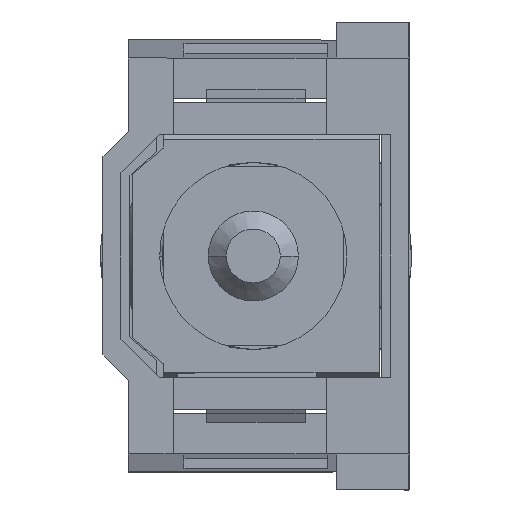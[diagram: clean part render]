
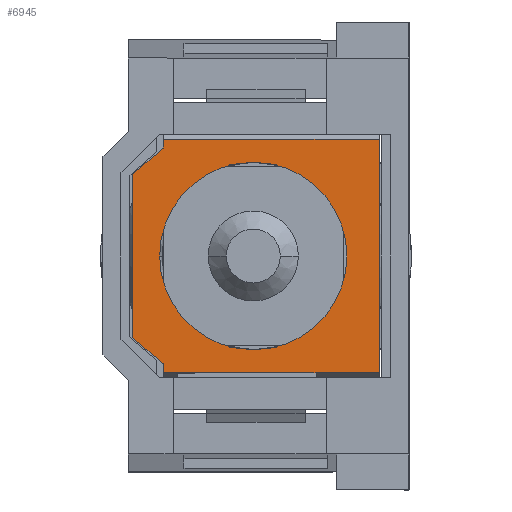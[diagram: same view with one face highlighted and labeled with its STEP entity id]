
A CAD part, left-side view. The second image highlights one B-rep face of the part: STEP entity #6945.
In plain terms, the highlighted face is planar.
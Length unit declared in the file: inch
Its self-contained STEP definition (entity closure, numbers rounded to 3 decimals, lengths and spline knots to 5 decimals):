
#1542 = CARTESIAN_POINT ( 'NONE',  ( 0.6, -0.0685, 0.065 ) ) ;
#1695 = CARTESIAN_POINT ( 'NONE',  ( 0.6, 0.0015, 0.05203 ) ) ;
#1696 = CARTESIAN_POINT ( 'NONE',  ( 0.6, 0.0015, -0.05203 ) ) ;
#1697 = DIRECTION ( 'NONE',  ( 0., 0., 1. ) ) ;
#1698 = DIRECTION ( 'NONE',  ( -1., 0., 0. ) ) ;
#1699 = CARTESIAN_POINT ( 'NONE',  ( 0.6, 0.0015, 0. ) ) ;
#1700 = AXIS2_PLACEMENT_3D ( 'NONE', #1699, #1698, #1697 ) ;
#1755 = CIRCLE ( 'NONE', #1700, 0.05203 ) ;
#1821 = CARTESIAN_POINT ( 'NONE',  ( 0.6, 0.0515, -0.06 ) ) ;
#1822 = DIRECTION ( 'NONE',  ( 0., 0., -1. ) ) ;
#1823 = VECTOR ( 'NONE', #1822, 39.37008 ) ;
#1824 = CARTESIAN_POINT ( 'NONE',  ( 0.6, 0.0515, -0.085 ) ) ;
#1825 = LINE ( 'NONE', #1824, #1823 ) ;
#1828 = DIRECTION ( 'NONE',  ( 0., 0., 1. ) ) ;
#1829 = DIRECTION ( 'NONE',  ( -1., 0., 0. ) ) ;
#1830 = CARTESIAN_POINT ( 'NONE',  ( 0.6, 0.0015, 0. ) ) ;
#1831 = AXIS2_PLACEMENT_3D ( 'NONE', #1830, #1829, #1828 ) ;
#1832 = CIRCLE ( 'NONE', #1831, 0.05203 ) ;
#1839 = LINE ( 'NONE', #1905, #1904 ) ;
#1903 = DIRECTION ( 'NONE',  ( 0., 0., -1. ) ) ;
#1904 = VECTOR ( 'NONE', #1903, 39.37008 ) ;
#1905 = CARTESIAN_POINT ( 'NONE',  ( 0.6, -0.0685, -0.065 ) ) ;
#1933 = CARTESIAN_POINT ( 'NONE',  ( 0.6, 0.0515, -0.065 ) ) ;
#1934 = DIRECTION ( 'NONE',  ( 0., -1., 0. ) ) ;
#1935 = VECTOR ( 'NONE', #1934, 39.37008 ) ;
#1936 = CARTESIAN_POINT ( 'NONE',  ( 0.6, 0.0685, -0.065 ) ) ;
#1937 = LINE ( 'NONE', #1936, #1935 ) ;
#1938 = CARTESIAN_POINT ( 'NONE',  ( 0.6, -0.0685, -0.065 ) ) ;
#1953 = DIRECTION ( 'NONE',  ( 0., 0., 1. ) ) ;
#1954 = DIRECTION ( 'NONE',  ( -1., 0., 0. ) ) ;
#1955 = CARTESIAN_POINT ( 'NONE',  ( 0.6, 0.0685, -0.065 ) ) ;
#1979 = VECTOR ( 'NONE', #2103, 39.37008 ) ;
#1980 = CARTESIAN_POINT ( 'NONE',  ( 0.6, 0.0685, -0.065 ) ) ;
#1985 = LINE ( 'NONE', #1980, #1979 ) ;
#1995 = CARTESIAN_POINT ( 'NONE',  ( 0.6, 0.0515, 0.06 ) ) ;
#2003 = CARTESIAN_POINT ( 'NONE',  ( 0.6, 0.0685, 0.04537 ) ) ;
#2009 = DIRECTION ( 'NONE',  ( 0., 0., -1. ) ) ;
#2010 = VECTOR ( 'NONE', #2009, 39.37008 ) ;
#2011 = CARTESIAN_POINT ( 'NONE',  ( 0.6, 0.0515, 0.085 ) ) ;
#2012 = LINE ( 'NONE', #2011, #2010 ) ;
#2013 = AXIS2_PLACEMENT_3D ( 'NONE', #1955, #1954, #1953 ) ;
#2014 = PLANE ( 'NONE',  #2013 ) ;
#2015 = FACE_OUTER_BOUND ( 'NONE', #6999, .T. ) ;
#2016 = LINE ( 'NONE', #2055, #2054 ) ;
#2039 = DIRECTION ( 'NONE',  ( 0., -1., 0. ) ) ;
#2040 = VECTOR ( 'NONE', #2039, 39.37008 ) ;
#2041 = CARTESIAN_POINT ( 'NONE',  ( 0.6, 0.0685, 0.065 ) ) ;
#2042 = LINE ( 'NONE', #2041, #2040 ) ;
#2053 = DIRECTION ( 'NONE',  ( 0., 0.758, -0.652 ) ) ;
#2054 = VECTOR ( 'NONE', #2053, 39.37008 ) ;
#2055 = CARTESIAN_POINT ( 'NONE',  ( 0.6, 0.0515, 0.06 ) ) ;
#2077 = DIRECTION ( 'NONE',  ( 0., -0.758, -0.652 ) ) ;
#2078 = VECTOR ( 'NONE', #2077, 39.37008 ) ;
#2079 = CARTESIAN_POINT ( 'NONE',  ( 0.6, 0.0515, -0.06 ) ) ;
#2080 = LINE ( 'NONE', #2079, #2078 ) ;
#2088 = FACE_BOUND ( 'NONE', #6865, .T. ) ;
#2103 = DIRECTION ( 'NONE',  ( 0., 0., -1. ) ) ;
#2128 = CARTESIAN_POINT ( 'NONE',  ( 0.6, 0.0515, 0.065 ) ) ;
#2259 = CARTESIAN_POINT ( 'NONE',  ( 0.6, 0.0685, -0.04537 ) ) ;
#6710 = VERTEX_POINT ( 'NONE', #1542 ) ;
#6793 = EDGE_CURVE ( 'NONE', #6794, #6795, #1755, .T. ) ;
#6794 = VERTEX_POINT ( 'NONE', #1696 ) ;
#6795 = VERTEX_POINT ( 'NONE', #1695 ) ;
#6862 = ORIENTED_EDGE ( 'NONE', *, *, #7004, .T. ) ;
#6863 = ORIENTED_EDGE ( 'NONE', *, *, #6864, .T. ) ;
#6864 = EDGE_CURVE ( 'NONE', #6710, #6881, #1839, .T. ) ;
#6865 = EDGE_LOOP ( 'NONE', ( #6946, #6877 ) ) ;
#6876 = EDGE_CURVE ( 'NONE', #6795, #6794, #1832, .T. ) ;
#6877 = ORIENTED_EDGE ( 'NONE', *, *, #6793, .T. ) ;
#6881 = VERTEX_POINT ( 'NONE', #1938 ) ;
#6882 = ORIENTED_EDGE ( 'NONE', *, *, #6883, .F. ) ;
#6883 = EDGE_CURVE ( 'NONE', #6884, #6881, #1937, .T. ) ;
#6884 = VERTEX_POINT ( 'NONE', #1933 ) ;
#6885 = ORIENTED_EDGE ( 'NONE', *, *, #6886, .F. ) ;
#6886 = EDGE_CURVE ( 'NONE', #6887, #6884, #1825, .T. ) ;
#6887 = VERTEX_POINT ( 'NONE', #1821 ) ;
#6927 = VERTEX_POINT ( 'NONE', #2003 ) ;
#6928 = ORIENTED_EDGE ( 'NONE', *, *, #6929, .F. ) ;
#6929 = EDGE_CURVE ( 'NONE', #7005, #6967, #2012, .T. ) ;
#6945 = ADVANCED_FACE ( 'Face1', ( #2088, #2015 ), #2014, .F. ) ;
#6946 = ORIENTED_EDGE ( 'NONE', *, *, #6876, .T. ) ;
#6955 = EDGE_CURVE ( 'NONE', #6927, #7026, #1985, .T. ) ;
#6957 = EDGE_CURVE ( 'NONE', #7026, #6887, #2080, .T. ) ;
#6962 = ORIENTED_EDGE ( 'NONE', *, *, #6957, .F. ) ;
#6967 = VERTEX_POINT ( 'NONE', #1995 ) ;
#6972 = ORIENTED_EDGE ( 'NONE', *, *, #6955, .F. ) ;
#6999 = EDGE_LOOP ( 'NONE', ( #7000, #6928, #6862, #6863, #6882, #6885, #6962, #6972 ) ) ;
#7000 = ORIENTED_EDGE ( 'NONE', *, *, #7001, .F. ) ;
#7001 = EDGE_CURVE ( 'NONE', #6967, #6927, #2016, .T. ) ;
#7004 = EDGE_CURVE ( 'NONE', #7005, #6710, #2042, .T. ) ;
#7005 = VERTEX_POINT ( 'NONE', #2128 ) ;
#7026 = VERTEX_POINT ( 'NONE', #2259 ) ;
